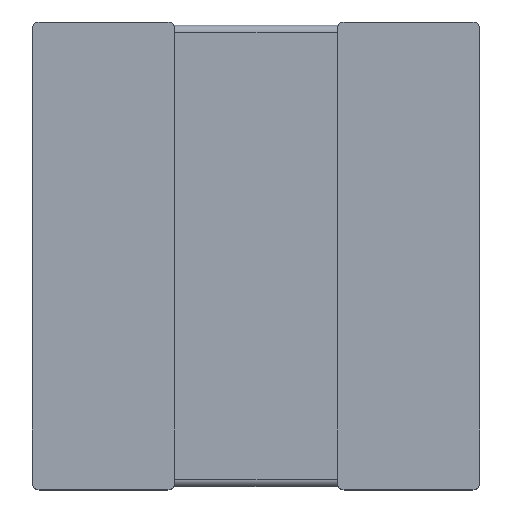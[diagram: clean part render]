
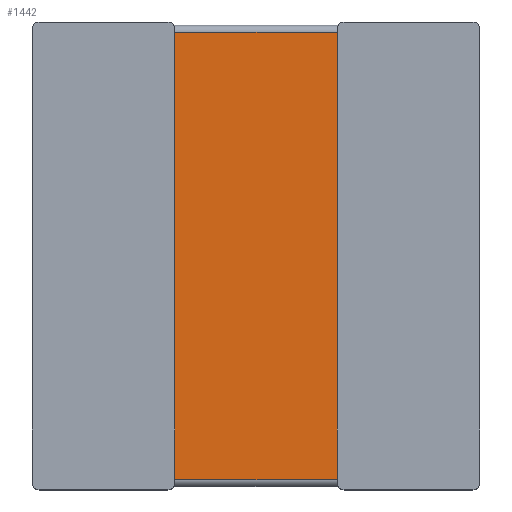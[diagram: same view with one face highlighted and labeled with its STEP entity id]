
A CAD part, top view. The second image highlights one B-rep face of the part: STEP entity #1442.
In plain terms, the highlighted planar face has unit normal (0, 0, 1).
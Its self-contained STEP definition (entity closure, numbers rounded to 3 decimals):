
#40=CARTESIAN_POINT('Vertex',(1.2,3.3,1.7)) ;
#45=CARTESIAN_POINT('Line Origine',(1.2,0.,1.7)) ;
#49=CARTESIAN_POINT('Vertex',(1.2,-3.3,1.7)) ;
#923=CARTESIAN_POINT('Vertex',(-1.2,3.3,1.7)) ;
#951=CARTESIAN_POINT('Vertex',(-1.2,-3.3,1.7)) ;
#954=CARTESIAN_POINT('Line Origine',(-1.2,0.,1.7)) ;
#1393=CARTESIAN_POINT('Line Origine',(0.,3.3,1.7)) ;
#1426=CARTESIAN_POINT('Axis2P3D Location',(0.,0.,1.7)) ;
#1431=CARTESIAN_POINT('Line Origine',(0.,-3.3,1.7)) ;
#47=VECTOR('Line Direction',#46,1.) ;
#956=VECTOR('Line Direction',#955,1.) ;
#1395=VECTOR('Line Direction',#1394,1.) ;
#1433=VECTOR('Line Direction',#1432,1.) ;
#46=DIRECTION('Vector Direction',(0.,-1.,0.)) ;
#955=DIRECTION('Vector Direction',(0.,1.,0.)) ;
#1394=DIRECTION('Vector Direction',(1.,0.,0.)) ;
#1427=DIRECTION('Axis2P3D Direction',(0.,0.,1.)) ;
#1428=DIRECTION('Axis2P3D XDirection',(1.,0.,0.)) ;
#1432=DIRECTION('Vector Direction',(-1.,0.,0.)) ;
#1429=AXIS2_PLACEMENT_3D('Plane Axis2P3D',#1426,#1427,#1428) ;
#48=LINE('Line',#45,#47) ;
#957=LINE('Line',#954,#956) ;
#1396=LINE('Line',#1393,#1395) ;
#1434=LINE('Line',#1431,#1433) ;
#1430=PLANE('',#1429) ;
#51=EDGE_CURVE('',#50,#41,#48,.F.) ;
#958=EDGE_CURVE('',#924,#952,#957,.F.) ;
#1397=EDGE_CURVE('',#924,#41,#1396,.T.) ;
#1435=EDGE_CURVE('',#50,#952,#1434,.T.) ;
#1436=EDGE_LOOP('',(#1437,#1438,#1439,#1440)) ;
#1437=ORIENTED_EDGE('',*,*,#958,.T.) ;
#1438=ORIENTED_EDGE('',*,*,#1435,.F.) ;
#1439=ORIENTED_EDGE('',*,*,#51,.T.) ;
#1440=ORIENTED_EDGE('',*,*,#1397,.F.) ;
#41=VERTEX_POINT('',#40) ;
#50=VERTEX_POINT('',#49) ;
#924=VERTEX_POINT('',#923) ;
#952=VERTEX_POINT('',#951) ;
#1442=ADVANCED_FACE('PartBody',(#1441),#1430,.T.) ;
#1441=FACE_OUTER_BOUND('',#1436,.T.) ;
